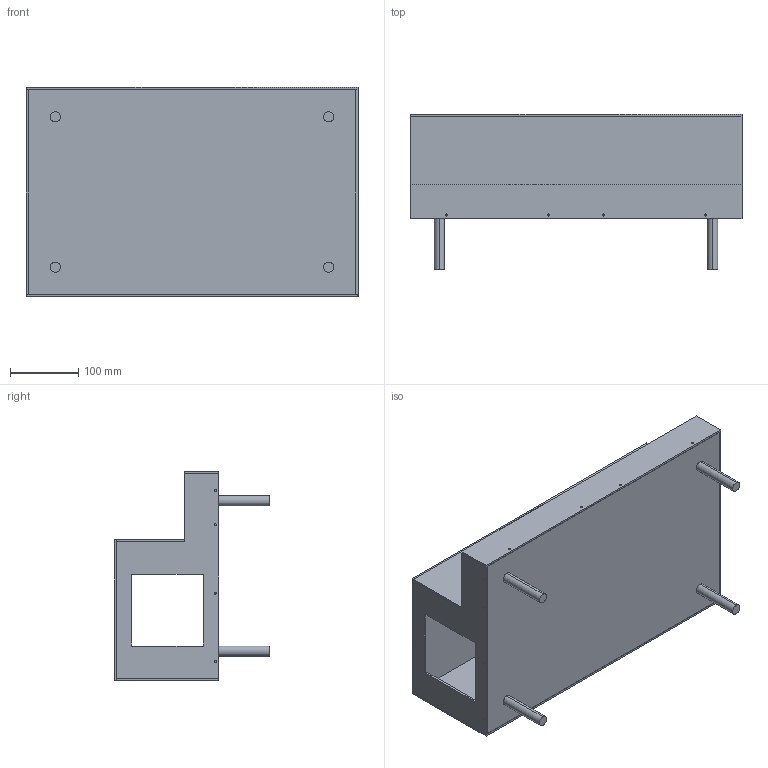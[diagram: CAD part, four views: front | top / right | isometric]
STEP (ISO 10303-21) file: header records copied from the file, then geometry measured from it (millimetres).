
FILE_DESCRIPTION (( 'STEP AP214' ), '1' );
FILE_NAME ('Piano Arduino.STEP', '2015-10-22T14:20:23', ( '' ), ( '' ), 'SwSTEP 2.0', 'SolidWorks 2014', '' );
FILE_SCHEMA (( 'AUTOMOTIVE_DESIGN' ));
Length unit declared in the file: millimetre
Products named in the file (9): Face Latérale; Face Avant Bas; Face Arriere; Separateur Touches; Face Avant Haut; Face Dessous; Pied; Piano Arduino; Face Dessus
Assembly tree (20 placements, depth 2):
  Piano Arduino
    Face Dessous
    Pied  x4
    Face Latérale  x2
    Face Arriere
    Face Avant Haut
    Face Avant Bas
    Separateur Touches  x9
    Face Dessus
Bounding box: 486 x 228 x 306 mm (x, y, z)
Volume: 2535841.4 mm3; surface area: 1046620.2 mm2
Topology: 20 solids, 20 shells, 211 faces, 468 edges, 312 vertices
Faces by surface type: plane 135, cylinder 76
Entity records: 4272 total; most frequent: DIRECTION 732, CARTESIAN_POINT 654, ORIENTED_EDGE 600, EDGE_CURVE 300, AXIS2_PLACEMENT_3D 278, VERTEX_POINT 200, EDGE_LOOP 178, LINE 176
